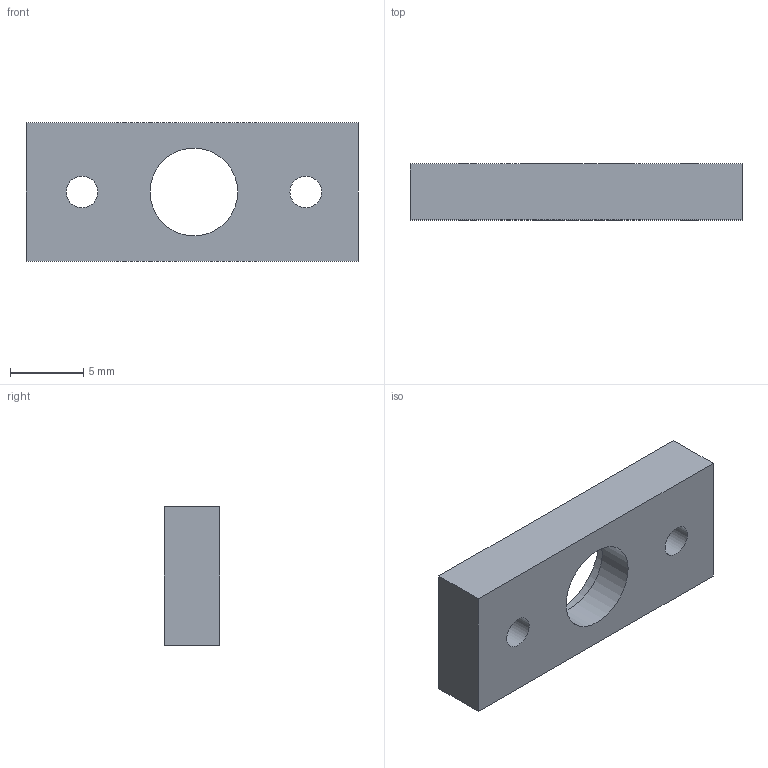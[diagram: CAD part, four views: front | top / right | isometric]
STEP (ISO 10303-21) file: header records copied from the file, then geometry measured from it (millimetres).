
FILE_DESCRIPTION(/* description */ (''),/* implementation_level */ '2;1');
FILE_NAME(/* name */ 'main_manifold_cover_1v_01.stp',/* time_stamp */ '2021-08-10T18:37:04-04:00',/* author */ ('Admin'),/* organization */ (''),/* preprocessor_version */ 'ST-DEVELOPER v18.1',/* originating_system */ 'Autodesk Inventor 2020',/* authorisation */ '');
FILE_SCHEMA (('AUTOMOTIVE_DESIGN { 1 0 10303 214 3 1 1 }'));
Length unit declared in the file: inch
Products named in the file (1): main_manifold_cover_1v
Bounding box: 22.61 x 3.81 x 9.4 mm (x, y, z)
Volume: 645.1 mm3; surface area: 729.8 mm2
Topology: 1 solids, 1 shells, 11 faces, 28 edges, 20 vertices
Faces by surface type: plane 7, cylinder 4
Full cylindrical faces by diameter (mm): 2.156 x2, 5.969 x1, 8.026 x1
Entity records: 401 total; most frequent: DIRECTION 64, CARTESIAN_POINT 60, ORIENTED_EDGE 56, EDGE_CURVE 28, AXIS2_PLACEMENT_3D 24, VERTEX_POINT 20, EDGE_LOOP 18, LINE 16
